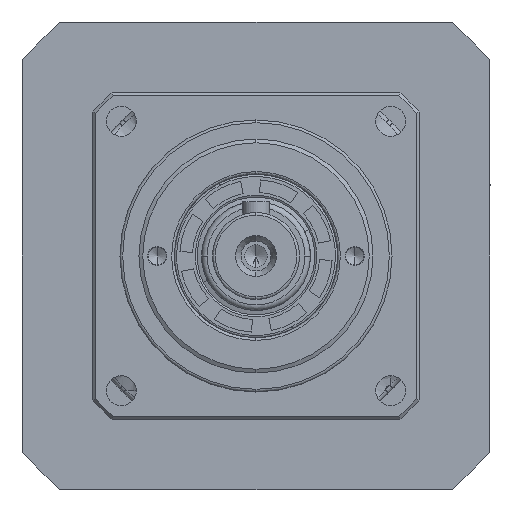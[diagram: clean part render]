
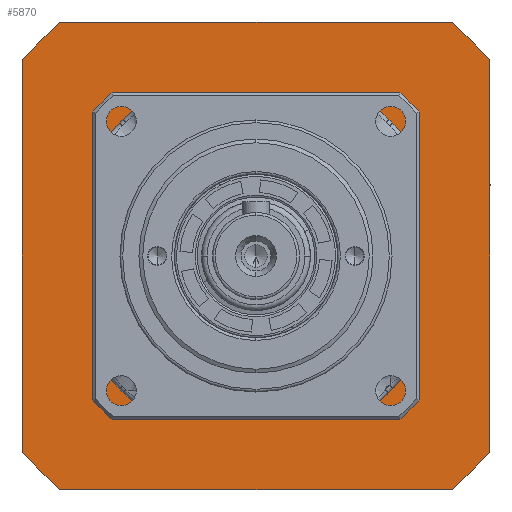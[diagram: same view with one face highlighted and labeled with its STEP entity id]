
A CAD part, left-side view. The second image highlights one B-rep face of the part: STEP entity #5870.
In plain terms, the highlighted planar face has unit normal (-1, 0, 0).
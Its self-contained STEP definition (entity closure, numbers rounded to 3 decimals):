
#21 = VERTEX_POINT ( 'NONE', #22310 ) ;
#456 = CARTESIAN_POINT ( 'NONE',  ( 5.5, -35., -43. ) ) ;
#951 = ORIENTED_EDGE ( 'NONE', *, *, #1645, .T. ) ;
#1392 = DIRECTION ( 'NONE',  ( 0., 0., 1. ) ) ;
#1400 = DIRECTION ( 'NONE',  ( 1., 0., 0. ) ) ;
#1432 = CARTESIAN_POINT ( 'NONE',  ( 5.5, 0., 0. ) ) ;
#1645 = EDGE_CURVE ( 'NONE', #2041, #11467, #16843, .T. ) ;
#1781 = VERTEX_POINT ( 'NONE', #21532 ) ;
#2041 = VERTEX_POINT ( 'NONE', #16410 ) ;
#2127 = DIRECTION ( 'NONE',  ( 0., 0., -1. ) ) ;
#2181 = DIRECTION ( 'NONE',  ( -1., 0., 0. ) ) ;
#2201 = CARTESIAN_POINT ( 'NONE',  ( 5.5, 0., 0. ) ) ;
#2301 = EDGE_CURVE ( 'NONE', #11467, #5315, #17429, .T. ) ;
#2461 = EDGE_CURVE ( 'NONE', #8031, #1781, #8414, .T. ) ;
#2614 = VECTOR ( 'NONE', #4472, 1000. ) ;
#2894 = LINE ( 'NONE', #4613, #2614 ) ;
#2988 = VERTEX_POINT ( 'NONE', #7659 ) ;
#3181 = VECTOR ( 'NONE', #19964, 1000. ) ;
#3237 = EDGE_CURVE ( 'NONE', #13450, #13595, #2894, .T. ) ;
#3329 = DIRECTION ( 'NONE',  ( 0., 0., 1. ) ) ;
#3360 = DIRECTION ( 'NONE',  ( 1., 0., 0. ) ) ;
#3364 = CARTESIAN_POINT ( 'NONE',  ( 5.5, 0., 0. ) ) ;
#3581 = EDGE_CURVE ( 'NONE', #21, #5297, #6657, .T. ) ;
#3588 = AXIS2_PLACEMENT_3D ( 'NONE', #21094, #9229, #23084 ) ;
#3679 = VECTOR ( 'NONE', #12124, 1000. ) ;
#3706 = DIRECTION ( 'NONE',  ( 0., 0., 1. ) ) ;
#3732 = PLANE ( 'NONE',  #18306 ) ;
#3736 = ORIENTED_EDGE ( 'NONE', *, *, #10681, .T. ) ;
#3802 = CARTESIAN_POINT ( 'NONE',  ( 5.5, -35., 0. ) ) ;
#3975 = DIRECTION ( 'NONE',  ( -1., 0., 0. ) ) ;
#4038 = CIRCLE ( 'NONE', #24643, 35. ) ;
#4216 = ORIENTED_EDGE ( 'NONE', *, *, #5885, .T. ) ;
#4454 = VERTEX_POINT ( 'NONE', #17135 ) ;
#4472 = DIRECTION ( 'NONE',  ( 0., 1., 0. ) ) ;
#4613 = CARTESIAN_POINT ( 'NONE',  ( 5.5, -35., 43. ) ) ;
#4663 = EDGE_LOOP ( 'NONE', ( #9866, #15888, #11576, #21815, #3736, #8166, #19940, #22882 ) ) ;
#5188 = ORIENTED_EDGE ( 'NONE', *, *, #18776, .T. ) ;
#5297 = VERTEX_POINT ( 'NONE', #9139 ) ;
#5315 = VERTEX_POINT ( 'NONE', #9101 ) ;
#5399 = CIRCLE ( 'NONE', #19617, 35. ) ;
#5806 = CARTESIAN_POINT ( 'NONE',  ( 5.5, -30., 0. ) ) ;
#5870 = ADVANCED_FACE ( 'NONE', ( #25186, #15385 ), #3732, .T. ) ;
#5885 = EDGE_CURVE ( 'NONE', #21465, #15153, #5399, .T. ) ;
#6427 = DIRECTION ( 'NONE',  ( 0., 0., -1. ) ) ;
#6443 = DIRECTION ( 'NONE',  ( -1., 0., 0. ) ) ;
#6460 = DIRECTION ( 'NONE',  ( -1., 0., 0. ) ) ;
#6477 = CARTESIAN_POINT ( 'NONE',  ( 5.5, 0., 0. ) ) ;
#6657 = CIRCLE ( 'NONE', #13843, 35. ) ;
#6789 = DIRECTION ( 'NONE',  ( 1., 0., 0. ) ) ;
#7032 = CARTESIAN_POINT ( 'NONE',  ( 5.5, 43., 35.875 ) ) ;
#7293 = CARTESIAN_POINT ( 'NONE',  ( 5.5, -43., -35.875 ) ) ;
#7659 = CARTESIAN_POINT ( 'NONE',  ( 5.5, 43., -35.875 ) ) ;
#7791 = DIRECTION ( 'NONE',  ( 0., 0., -1. ) ) ;
#8031 = VERTEX_POINT ( 'NONE', #7293 ) ;
#8166 = ORIENTED_EDGE ( 'NONE', *, *, #2461, .T. ) ;
#8414 = LINE ( 'NONE', #12148, #3679 ) ;
#8526 = ORIENTED_EDGE ( 'NONE', *, *, #3581, .T. ) ;
#9077 = ORIENTED_EDGE ( 'NONE', *, *, #2301, .T. ) ;
#9101 = CARTESIAN_POINT ( 'NONE',  ( 5.5, -18.028, 30. ) ) ;
#9139 = CARTESIAN_POINT ( 'NONE',  ( 5.5, 30., -18.028 ) ) ;
#9229 = DIRECTION ( 'NONE',  ( -1., 0., 0. ) ) ;
#9455 = CARTESIAN_POINT ( 'NONE',  ( 5.5, 30., 0. ) ) ;
#9581 = ORIENTED_EDGE ( 'NONE', *, *, #14271, .T. ) ;
#9634 = EDGE_CURVE ( 'NONE', #23962, #2988, #22196, .T. ) ;
#9683 = VERTEX_POINT ( 'NONE', #18060 ) ;
#9863 = CIRCLE ( 'NONE', #11593, 56. ) ;
#9866 = ORIENTED_EDGE ( 'NONE', *, *, #12964, .T. ) ;
#10338 = DIRECTION ( 'NONE',  ( 0., -1., 0. ) ) ;
#10681 = EDGE_CURVE ( 'NONE', #9683, #8031, #9863, .T. ) ;
#11173 = CARTESIAN_POINT ( 'NONE',  ( 5.5, -18.028, -30. ) ) ;
#11467 = VERTEX_POINT ( 'NONE', #12184 ) ;
#11576 = ORIENTED_EDGE ( 'NONE', *, *, #14942, .T. ) ;
#11593 = AXIS2_PLACEMENT_3D ( 'NONE', #2201, #2181, #2127 ) ;
#11990 = VECTOR ( 'NONE', #10338, 1000. ) ;
#12124 = DIRECTION ( 'NONE',  ( 0., 0., 1. ) ) ;
#12148 = CARTESIAN_POINT ( 'NONE',  ( 5.5, -43., 0. ) ) ;
#12184 = CARTESIAN_POINT ( 'NONE',  ( 5.5, 18.028, 30. ) ) ;
#12955 = VECTOR ( 'NONE', #18810, 1000. ) ;
#12964 = EDGE_CURVE ( 'NONE', #13595, #23962, #20663, .T. ) ;
#13450 = VERTEX_POINT ( 'NONE', #22982 ) ;
#13595 = VERTEX_POINT ( 'NONE', #16290 ) ;
#13781 = LINE ( 'NONE', #23909, #3181 ) ;
#13843 = AXIS2_PLACEMENT_3D ( 'NONE', #1432, #1400, #1392 ) ;
#13977 = DIRECTION ( 'NONE',  ( 0., -1., 0. ) ) ;
#14000 = CARTESIAN_POINT ( 'NONE',  ( 5.5, -35., 30. ) ) ;
#14015 = VECTOR ( 'NONE', #13977, 1000. ) ;
#14271 = EDGE_CURVE ( 'NONE', #5297, #2041, #19987, .T. ) ;
#14608 = CARTESIAN_POINT ( 'NONE',  ( 5.5, -30., 18.028 ) ) ;
#14701 = CIRCLE ( 'NONE', #3588, 56. ) ;
#14942 = EDGE_CURVE ( 'NONE', #2988, #4454, #17199, .T. ) ;
#15153 = VERTEX_POINT ( 'NONE', #11173 ) ;
#15385 = FACE_BOUND ( 'NONE', #23240, .T. ) ;
#15888 = ORIENTED_EDGE ( 'NONE', *, *, #9634, .T. ) ;
#16290 = CARTESIAN_POINT ( 'NONE',  ( 5.5, 35.875, 43. ) ) ;
#16410 = CARTESIAN_POINT ( 'NONE',  ( 5.5, 30., 18.028 ) ) ;
#16480 = AXIS2_PLACEMENT_3D ( 'NONE', #6477, #6460, #6427 ) ;
#16772 = ORIENTED_EDGE ( 'NONE', *, *, #23761, .T. ) ;
#16843 = CIRCLE ( 'NONE', #23879, 35. ) ;
#17135 = CARTESIAN_POINT ( 'NONE',  ( 5.5, 35.875, -43. ) ) ;
#17199 = CIRCLE ( 'NONE', #18340, 56. ) ;
#17429 = LINE ( 'NONE', #14000, #14015 ) ;
#17774 = ORIENTED_EDGE ( 'NONE', *, *, #25297, .T. ) ;
#18027 = LINE ( 'NONE', #5806, #22664 ) ;
#18060 = CARTESIAN_POINT ( 'NONE',  ( 5.5, -35.875, -43. ) ) ;
#18306 = AXIS2_PLACEMENT_3D ( 'NONE', #3802, #3975, #3706 ) ;
#18340 = AXIS2_PLACEMENT_3D ( 'NONE', #18353, #6443, #20324 ) ;
#18353 = CARTESIAN_POINT ( 'NONE',  ( 5.5, 0., 0. ) ) ;
#18704 = CARTESIAN_POINT ( 'NONE',  ( 5.5, 0., 0. ) ) ;
#18776 = EDGE_CURVE ( 'NONE', #23867, #21465, #18027, .T. ) ;
#18810 = DIRECTION ( 'NONE',  ( 0., 0., -1. ) ) ;
#18874 = CARTESIAN_POINT ( 'NONE',  ( 5.5, 43., 0. ) ) ;
#19617 = AXIS2_PLACEMENT_3D ( 'NONE', #3364, #3360, #3329 ) ;
#19940 = ORIENTED_EDGE ( 'NONE', *, *, #24010, .T. ) ;
#19964 = DIRECTION ( 'NONE',  ( 0., 1., 0. ) ) ;
#19987 = LINE ( 'NONE', #9455, #20608 ) ;
#20324 = DIRECTION ( 'NONE',  ( 0., 0., -1. ) ) ;
#20608 = VECTOR ( 'NONE', #21085, 1000. ) ;
#20663 = CIRCLE ( 'NONE', #16480, 56. ) ;
#20682 = DIRECTION ( 'NONE',  ( 0., 0., 1. ) ) ;
#21085 = DIRECTION ( 'NONE',  ( 0., 0., 1. ) ) ;
#21094 = CARTESIAN_POINT ( 'NONE',  ( 5.5, 0., 0. ) ) ;
#21465 = VERTEX_POINT ( 'NONE', #21852 ) ;
#21532 = CARTESIAN_POINT ( 'NONE',  ( 5.5, -43., 35.875 ) ) ;
#21614 = EDGE_CURVE ( 'NONE', #4454, #9683, #22488, .T. ) ;
#21815 = ORIENTED_EDGE ( 'NONE', *, *, #21614, .T. ) ;
#21852 = CARTESIAN_POINT ( 'NONE',  ( 5.5, -30., -18.028 ) ) ;
#22196 = LINE ( 'NONE', #18874, #12955 ) ;
#22310 = CARTESIAN_POINT ( 'NONE',  ( 5.5, 18.028, -30. ) ) ;
#22488 = LINE ( 'NONE', #456, #11990 ) ;
#22664 = VECTOR ( 'NONE', #7791, 1000. ) ;
#22882 = ORIENTED_EDGE ( 'NONE', *, *, #3237, .T. ) ;
#22982 = CARTESIAN_POINT ( 'NONE',  ( 5.5, -35.875, 43. ) ) ;
#23084 = DIRECTION ( 'NONE',  ( 0., 0., -1. ) ) ;
#23240 = EDGE_LOOP ( 'NONE', ( #9581, #951, #9077, #17774, #5188, #4216, #16772, #8526 ) ) ;
#23404 = DIRECTION ( 'NONE',  ( 0., 0., 1. ) ) ;
#23434 = DIRECTION ( 'NONE',  ( 1., 0., 0. ) ) ;
#23445 = CARTESIAN_POINT ( 'NONE',  ( 5.5, 0., 0. ) ) ;
#23761 = EDGE_CURVE ( 'NONE', #15153, #21, #13781, .T. ) ;
#23867 = VERTEX_POINT ( 'NONE', #14608 ) ;
#23879 = AXIS2_PLACEMENT_3D ( 'NONE', #23445, #23434, #23404 ) ;
#23909 = CARTESIAN_POINT ( 'NONE',  ( 5.5, -35., -30. ) ) ;
#23962 = VERTEX_POINT ( 'NONE', #7032 ) ;
#24010 = EDGE_CURVE ( 'NONE', #1781, #13450, #14701, .T. ) ;
#24643 = AXIS2_PLACEMENT_3D ( 'NONE', #18704, #6789, #20682 ) ;
#25186 = FACE_OUTER_BOUND ( 'NONE', #4663, .T. ) ;
#25297 = EDGE_CURVE ( 'NONE', #5315, #23867, #4038, .T. ) ;
